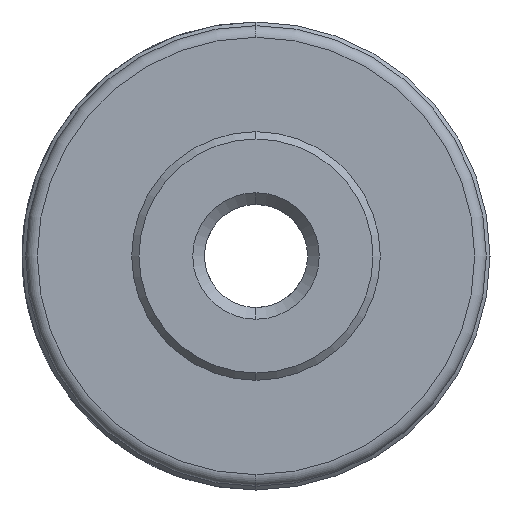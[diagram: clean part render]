
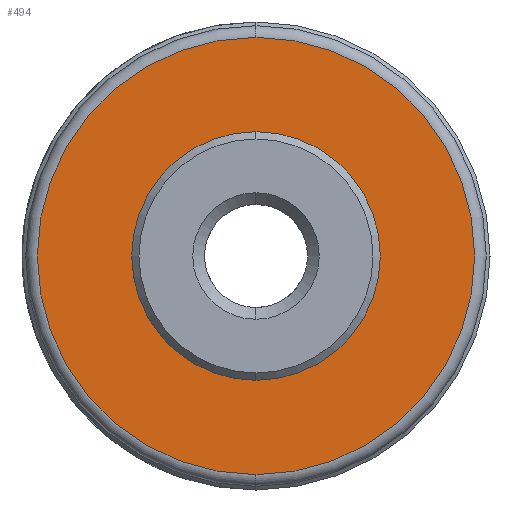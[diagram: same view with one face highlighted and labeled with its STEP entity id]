
A CAD part, left-side view. The second image highlights one B-rep face of the part: STEP entity #494.
In plain terms, the highlighted planar face has unit normal (-1, 0, 0).
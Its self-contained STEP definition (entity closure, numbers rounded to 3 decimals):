
#59 = CARTESIAN_POINT ( 'NONE',  ( -34., 0., -6.558 ) ) ;
#80 = CARTESIAN_POINT ( 'NONE',  ( -34., 0., -14.95 ) ) ;
#151 = CARTESIAN_POINT ( 'NONE',  ( -34., 0., 0. ) ) ;
#187 = EDGE_LOOP ( 'NONE', ( #1357, #197 ) ) ;
#197 = ORIENTED_EDGE ( 'NONE', *, *, #231, .T. ) ;
#231 = EDGE_CURVE ( 'NONE', #781, #724, #337, .T. ) ;
#237 = DIRECTION ( 'NONE',  ( -1., 0., 0. ) ) ;
#248 = DIRECTION ( 'NONE',  ( 0., 0., 1. ) ) ;
#265 = CARTESIAN_POINT ( 'NONE',  ( -34., 0., 0. ) ) ;
#273 = CIRCLE ( 'NONE', #1129, 6.558 ) ;
#276 = EDGE_CURVE ( 'NONE', #728, #741, #921, .T. ) ;
#327 = EDGE_CURVE ( 'NONE', #741, #728, #273, .T. ) ;
#337 = CIRCLE ( 'NONE', #756, 14.95 ) ;
#403 = DIRECTION ( 'NONE',  ( 0., 0., 1. ) ) ;
#494 = ADVANCED_FACE ( 'NONE', ( #1242, #1203 ), #737, .F. ) ;
#659 = CARTESIAN_POINT ( 'NONE',  ( -34., 0., 0. ) ) ;
#663 = DIRECTION ( 'NONE',  ( -1., 0., 0. ) ) ;
#666 = CIRCLE ( 'NONE', #1275, 14.95 ) ;
#667 = DIRECTION ( 'NONE',  ( 0., 0., 1. ) ) ;
#724 = VERTEX_POINT ( 'NONE', #957 ) ;
#728 = VERTEX_POINT ( 'NONE', #59 ) ;
#737 = PLANE ( 'NONE',  #775 ) ;
#741 = VERTEX_POINT ( 'NONE', #1414 ) ;
#756 = AXIS2_PLACEMENT_3D ( 'NONE', #151, #937, #248 ) ;
#775 = AXIS2_PLACEMENT_3D ( 'NONE', #1145, #922, #1296 ) ;
#781 = VERTEX_POINT ( 'NONE', #80 ) ;
#901 = AXIS2_PLACEMENT_3D ( 'NONE', #1170, #1180, #1184 ) ;
#921 = CIRCLE ( 'NONE', #901, 6.558 ) ;
#922 = DIRECTION ( 'NONE',  ( 1., 0., 0. ) ) ;
#924 = EDGE_CURVE ( 'NONE', #724, #781, #666, .T. ) ;
#937 = DIRECTION ( 'NONE',  ( -1., 0., 0. ) ) ;
#957 = CARTESIAN_POINT ( 'NONE',  ( -34., 0., 14.95 ) ) ;
#1004 = ORIENTED_EDGE ( 'NONE', *, *, #327, .F. ) ;
#1070 = ORIENTED_EDGE ( 'NONE', *, *, #276, .F. ) ;
#1129 = AXIS2_PLACEMENT_3D ( 'NONE', #265, #237, #403 ) ;
#1145 = CARTESIAN_POINT ( 'NONE',  ( -34., 6.558, 0. ) ) ;
#1170 = CARTESIAN_POINT ( 'NONE',  ( -34., 0., 0. ) ) ;
#1179 = EDGE_LOOP ( 'NONE', ( #1004, #1070 ) ) ;
#1180 = DIRECTION ( 'NONE',  ( -1., 0., 0. ) ) ;
#1184 = DIRECTION ( 'NONE',  ( 0., 0., 1. ) ) ;
#1203 = FACE_OUTER_BOUND ( 'NONE', #187, .T. ) ;
#1242 = FACE_BOUND ( 'NONE', #1179, .T. ) ;
#1275 = AXIS2_PLACEMENT_3D ( 'NONE', #659, #663, #667 ) ;
#1296 = DIRECTION ( 'NONE',  ( 0., 0., -1. ) ) ;
#1357 = ORIENTED_EDGE ( 'NONE', *, *, #924, .T. ) ;
#1414 = CARTESIAN_POINT ( 'NONE',  ( -34., 0., 6.558 ) ) ;
